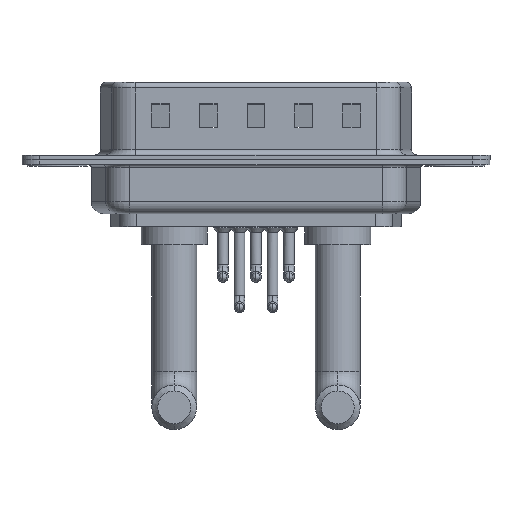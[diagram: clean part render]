
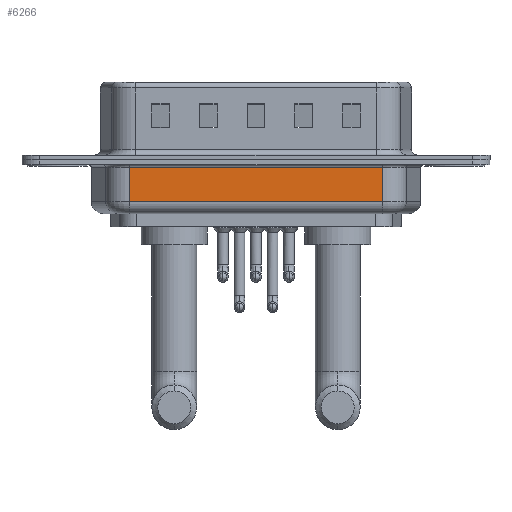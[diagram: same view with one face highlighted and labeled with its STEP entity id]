
A CAD part, front view. The second image highlights one B-rep face of the part: STEP entity #6266.
In plain terms, the highlighted planar face has unit normal (0, -1, 0).
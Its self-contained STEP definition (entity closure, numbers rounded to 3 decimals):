
#226 = CARTESIAN_POINT ( 'NONE',  ( 6.031, -5.35, -3.5 ) ) ;
#625 = VECTOR ( 'NONE', #6855, 1000. ) ;
#760 = DIRECTION ( 'NONE',  ( 0., 0., 1. ) ) ;
#1501 = CARTESIAN_POINT ( 'NONE',  ( 6.031, -5.35, -0.65 ) ) ;
#1666 = ORIENTED_EDGE ( 'NONE', *, *, #4931, .T. ) ;
#1903 = LINE ( 'NONE', #7803, #12328 ) ;
#1919 = EDGE_CURVE ( 'NONE', #13650, #13113, #16923, .T. ) ;
#2703 = CARTESIAN_POINT ( 'NONE',  ( 6.031, -5.35, -4.5 ) ) ;
#3524 = EDGE_CURVE ( 'NONE', #7391, #6896, #14320, .T. ) ;
#4369 = AXIS2_PLACEMENT_3D ( 'NONE', #15776, #9861, #12587 ) ;
#4931 = EDGE_CURVE ( 'NONE', #13113, #6896, #1903, .T. ) ;
#5734 = ORIENTED_EDGE ( 'NONE', *, *, #1919, .T. ) ;
#6266 = ADVANCED_FACE ( 'NONE', ( #14234 ), #17312, .F. ) ;
#6855 = DIRECTION ( 'NONE',  ( 0., 0., 1. ) ) ;
#6863 = CARTESIAN_POINT ( 'NONE',  ( 27.269, -5.35, -0.65 ) ) ;
#6896 = VERTEX_POINT ( 'NONE', #1501 ) ;
#7391 = VERTEX_POINT ( 'NONE', #18477 ) ;
#7803 = CARTESIAN_POINT ( 'NONE',  ( 6.031, -5.35, -0.65 ) ) ;
#8143 = ORIENTED_EDGE ( 'NONE', *, *, #3524, .F. ) ;
#8715 = EDGE_LOOP ( 'NONE', ( #8143, #18800, #5734, #1666 ) ) ;
#9057 = VECTOR ( 'NONE', #760, 1000. ) ;
#9861 = DIRECTION ( 'NONE',  ( 0., 1., 0. ) ) ;
#12328 = VECTOR ( 'NONE', #13723, 1000. ) ;
#12587 = DIRECTION ( 'NONE',  ( 0., 0., 1. ) ) ;
#13105 = DIRECTION ( 'NONE',  ( 1., 0., 0. ) ) ;
#13113 = VERTEX_POINT ( 'NONE', #6863 ) ;
#13650 = VERTEX_POINT ( 'NONE', #15847 ) ;
#13723 = DIRECTION ( 'NONE',  ( -1., 0., 0. ) ) ;
#14234 = FACE_OUTER_BOUND ( 'NONE', #8715, .T. ) ;
#14320 = LINE ( 'NONE', #2703, #625 ) ;
#14696 = VECTOR ( 'NONE', #13105, 1000. ) ;
#15383 = CARTESIAN_POINT ( 'NONE',  ( 27.269, -5.35, -4.5 ) ) ;
#15748 = EDGE_CURVE ( 'NONE', #7391, #13650, #17636, .T. ) ;
#15776 = CARTESIAN_POINT ( 'NONE',  ( 6.031, -5.35, -4.5 ) ) ;
#15847 = CARTESIAN_POINT ( 'NONE',  ( 27.269, -5.35, -3.5 ) ) ;
#16923 = LINE ( 'NONE', #15383, #9057 ) ;
#17312 = PLANE ( 'NONE',  #4369 ) ;
#17636 = LINE ( 'NONE', #226, #14696 ) ;
#18477 = CARTESIAN_POINT ( 'NONE',  ( 6.031, -5.35, -3.5 ) ) ;
#18800 = ORIENTED_EDGE ( 'NONE', *, *, #15748, .T. ) ;
